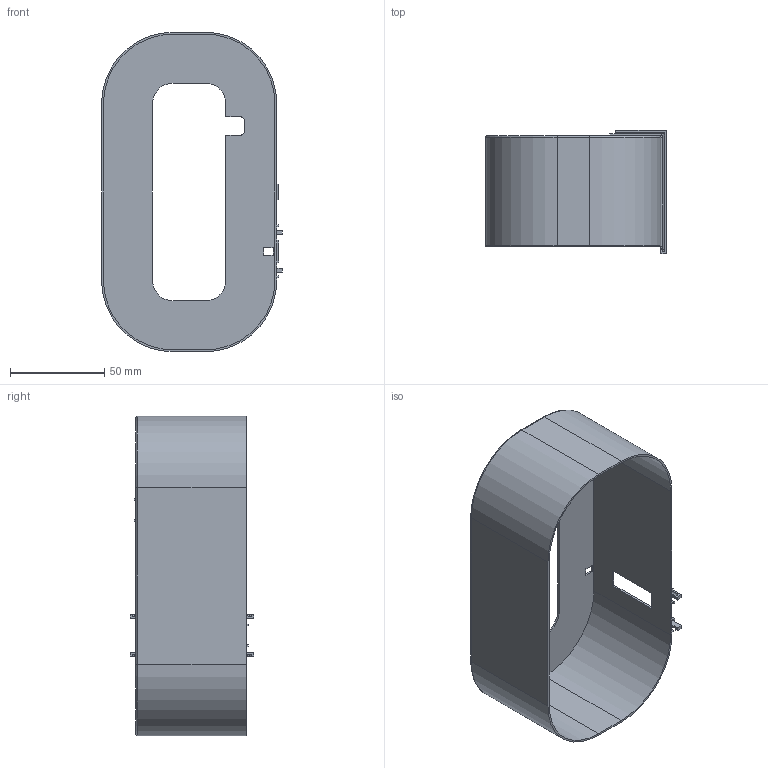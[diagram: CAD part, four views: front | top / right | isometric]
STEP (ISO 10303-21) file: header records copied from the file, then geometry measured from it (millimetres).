
FILE_DESCRIPTION(/* description */ (''),/* implementation_level */ '2;1');
FILE_NAME(/* name */ 'coil_former_mold.ipt.stp',/* time_stamp */ '2016-11-04T11:03:02+01:00',/* author */ ('tguillod'),/* organization */ (''),/* preprocessor_version */ 'ST-DEVELOPER v15.2',/* originating_system */ 'Autodesk Inventor 2014',/* authorisation */ '');
FILE_SCHEMA (('AUTOMOTIVE_DESIGN { 1 0 10303 214 3 1 1 }'));
Length unit declared in the file: millimetre
Products named in the file (1): coil_former_mold
Bounding box: 96 x 65.5 x 169.5 mm (x, y, z)
Volume: 36962.9 mm3; surface area: 74554.1 mm2
Topology: 1 solids, 1 shells, 144 faces, 384 edges, 246 vertices
Faces by surface type: plane 102, cylinder 30, torus 8, sphere 4
Entity records: 4465 total; most frequent: CARTESIAN_POINT 785, ORIENTED_EDGE 768, DIRECTION 750, EDGE_CURVE 384, LINE 304, VECTOR 304, VERTEX_POINT 246, AXIS2_PLACEMENT_3D 223
